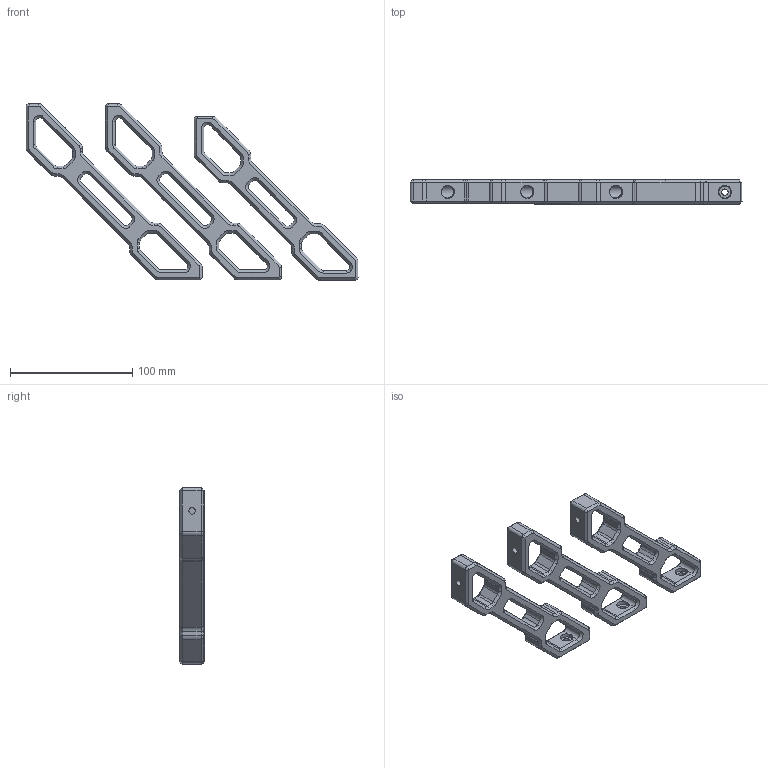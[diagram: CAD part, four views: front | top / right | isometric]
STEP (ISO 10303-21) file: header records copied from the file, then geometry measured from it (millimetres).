
FILE_DESCRIPTION(/* description */ (''),/* implementation_level */ '2;1');
FILE_NAME(/* name */ 'Trident_Frame_Brace v1.step',/* time_stamp */ '2022-12-08T13:12:50-05:00',/* author */ (''),/* organization */ (''),/* preprocessor_version */ 'ST-DEVELOPER v19.2',/* originating_system */ 'Autodesk Translation Framework v11.17.0.187',/* authorisation */ '');
FILE_SCHEMA (('AUTOMOTIVE_DESIGN { 1 0 10303 214 3 1 1 }'));
Length unit declared in the file: millimetre
Products named in the file (4): Trident_Frame_Brace; Trident_Brace_Large; Trident_Brace_Small; Doom_Frame_Brace
Assembly tree (3 placements, depth 2):
  Trident_Frame_Brace
    Trident_Brace_Large
    Trident_Brace_Small
    Doom_Frame_Brace
Bounding box: 271.62 x 20 x 144.54 mm (x, y, z)
Volume: 194725.2 mm3; surface area: 63078.6 mm2
Topology: 3 solids, 3 shells, 576 faces, 1354 edges, 784 vertices
Faces by surface type: plane 286, cone 176, cylinder 108, bspline 6
Full cylindrical faces by diameter (mm): 5.2 x6, 10 x12
Entity records: 16763 total; most frequent: CARTESIAN_POINT 3261, DIRECTION 2884, ORIENTED_EDGE 2708, EDGE_CURVE 1354, AXIS2_PLACEMENT_3D 973, LINE 938, VECTOR 938, VERTEX_POINT 784
